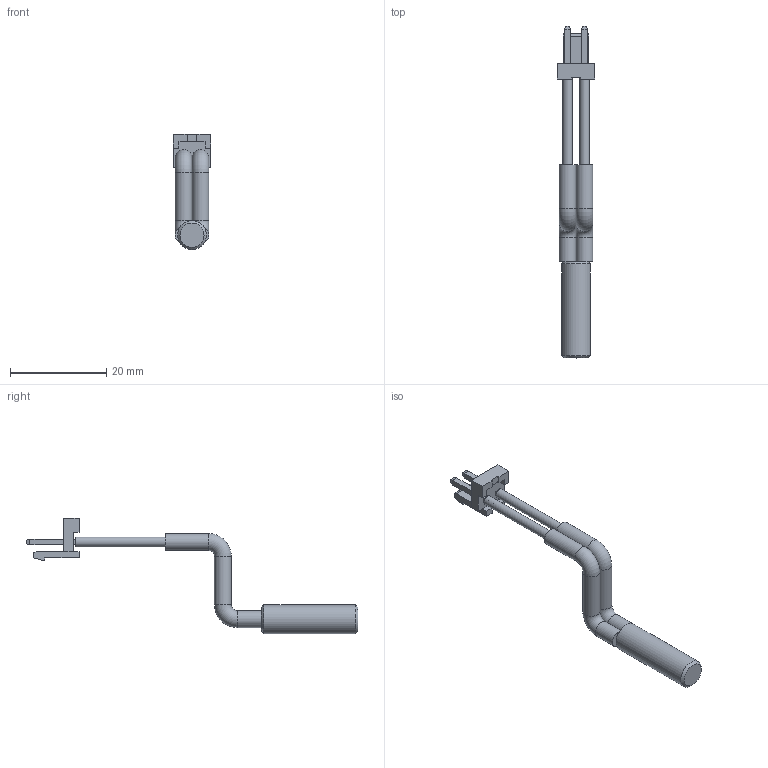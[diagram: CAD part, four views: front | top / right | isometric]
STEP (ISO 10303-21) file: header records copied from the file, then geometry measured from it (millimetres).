
FILE_DESCRIPTION(('FreeCAD Model'),'2;1');
FILE_NAME('hotend-heater-cartridge.step','2014-12-08T18:56:20',('FreeCAD'),('FreeCAD'), 'Open CASCADE STEP processor 6.7','FreeCAD','Unknown');
FILE_SCHEMA(('AUTOMOTIVE_DESIGN_CC2 { 1 2 10303 214 -1 1 5 4 }'));
Length unit declared in the file: millimetre
Products named in the file (1): hotend-heater-cartridge
Bounding box: 7.8 x 68.81 x 23.9 mm (x, y, z)
Volume: 1547.3 mm3; surface area: 1869.3 mm2
Topology: 6 solids, 6 shells, 79 faces, 169 edges, 104 vertices
Faces by surface type: plane 51, cylinder 12, bspline 8, torus 6, cone 2
Full cylindrical faces by diameter (mm): 2 x2, 3.5 x3, 6 x1
Entity records: 4792 total; most frequent: CARTESIAN_POINT 845, DIRECTION 597, LINE 385, VECTOR 385, ORIENTED_EDGE 338, PCURVE 338, DEFINITIONAL_REPRESENTATION 338, EDGE_CURVE 169
